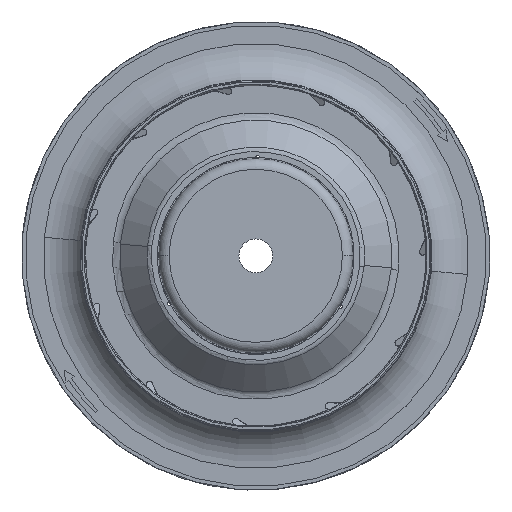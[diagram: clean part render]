
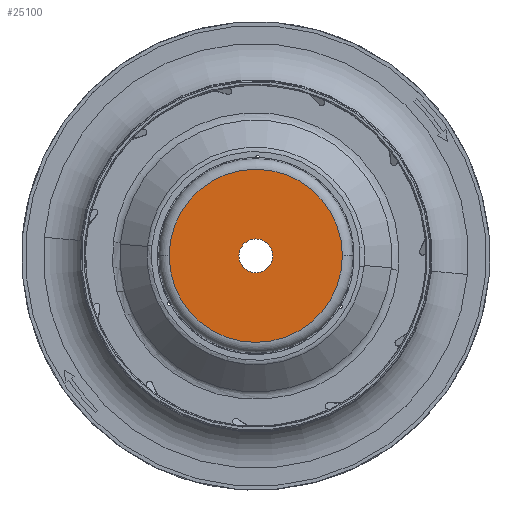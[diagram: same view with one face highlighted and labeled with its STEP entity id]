
A CAD part, top view. The second image highlights one B-rep face of the part: STEP entity #25100.
In plain terms, the highlighted planar face has unit normal (0, 0, 1).
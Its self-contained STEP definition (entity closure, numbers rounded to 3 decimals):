
#4 = CIRCLE ( 'NONE', #24266, 8. ) ;
#2666 = ORIENTED_EDGE ( 'NONE', *, *, #15241, .F. ) ;
#3285 = EDGE_LOOP ( 'NONE', ( #2666, #15257 ) ) ;
#4120 = CARTESIAN_POINT ( 'NONE',  ( 0., 0., 66.7 ) ) ;
#4839 = CARTESIAN_POINT ( 'NONE',  ( 0., 0., 66.7 ) ) ;
#5023 = DIRECTION ( 'NONE',  ( 0., 0., -1. ) ) ;
#7039 = VERTEX_POINT ( 'NONE', #18880 ) ;
#7887 = DIRECTION ( 'NONE',  ( 0., 0., -1. ) ) ;
#8083 = CARTESIAN_POINT ( 'NONE',  ( 0., 0., 66.7 ) ) ;
#9357 = EDGE_CURVE ( 'NONE', #11288, #16306, #13202, .T. ) ;
#10628 = FACE_OUTER_BOUND ( 'NONE', #10958, .T. ) ;
#10958 = EDGE_LOOP ( 'NONE', ( #12028, #11958 ) ) ;
#11288 = VERTEX_POINT ( 'NONE', #13102 ) ;
#11958 = ORIENTED_EDGE ( 'NONE', *, *, #9357, .F. ) ;
#12028 = ORIENTED_EDGE ( 'NONE', *, *, #23623, .F. ) ;
#12113 = PLANE ( 'NONE',  #15310 ) ;
#12640 = DIRECTION ( 'NONE',  ( 1., 0., 0. ) ) ;
#12816 = EDGE_CURVE ( 'NONE', #7039, #15611, #4, .T. ) ;
#12995 = AXIS2_PLACEMENT_3D ( 'NONE', #4839, #23932, #22036 ) ;
#13102 = CARTESIAN_POINT ( 'NONE',  ( 41.036, 0., 66.7 ) ) ;
#13167 = DIRECTION ( 'NONE',  ( 1., 0., 0. ) ) ;
#13202 = CIRCLE ( 'NONE', #20117, 41.036 ) ;
#14801 = CIRCLE ( 'NONE', #12995, 8. ) ;
#15241 = EDGE_CURVE ( 'NONE', #15611, #7039, #14801, .T. ) ;
#15257 = ORIENTED_EDGE ( 'NONE', *, *, #12816, .F. ) ;
#15310 = AXIS2_PLACEMENT_3D ( 'NONE', #27080, #7887, #20702 ) ;
#15611 = VERTEX_POINT ( 'NONE', #23421 ) ;
#16306 = VERTEX_POINT ( 'NONE', #22433 ) ;
#17553 = CARTESIAN_POINT ( 'NONE',  ( 0., 0., 66.7 ) ) ;
#18880 = CARTESIAN_POINT ( 'NONE',  ( 8., 0., 66.7 ) ) ;
#20117 = AXIS2_PLACEMENT_3D ( 'NONE', #17553, #5023, #13167 ) ;
#20702 = DIRECTION ( 'NONE',  ( 0., -1., 0. ) ) ;
#21051 = DIRECTION ( 'NONE',  ( 0., 0., 1. ) ) ;
#21640 = FACE_BOUND ( 'NONE', #3285, .T. ) ;
#22036 = DIRECTION ( 'NONE',  ( 1., 0., 0. ) ) ;
#22433 = CARTESIAN_POINT ( 'NONE',  ( -41.036, 0., 66.7 ) ) ;
#23421 = CARTESIAN_POINT ( 'NONE',  ( -8., 0., 66.7 ) ) ;
#23623 = EDGE_CURVE ( 'NONE', #16306, #11288, #25677, .T. ) ;
#23714 = AXIS2_PLACEMENT_3D ( 'NONE', #8083, #27351, #12640 ) ;
#23932 = DIRECTION ( 'NONE',  ( 0., 0., 1. ) ) ;
#24266 = AXIS2_PLACEMENT_3D ( 'NONE', #4120, #21051, #25462 ) ;
#25100 = ADVANCED_FACE ( 'NONE', ( #10628, #21640 ), #12113, .F. ) ;
#25462 = DIRECTION ( 'NONE',  ( 1., 0., 0. ) ) ;
#25677 = CIRCLE ( 'NONE', #23714, 41.036 ) ;
#27080 = CARTESIAN_POINT ( 'NONE',  ( 0., 0., 66.7 ) ) ;
#27351 = DIRECTION ( 'NONE',  ( 0., 0., -1. ) ) ;
